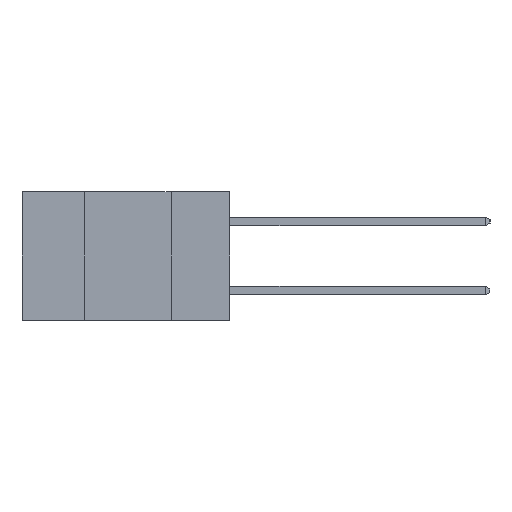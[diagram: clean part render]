
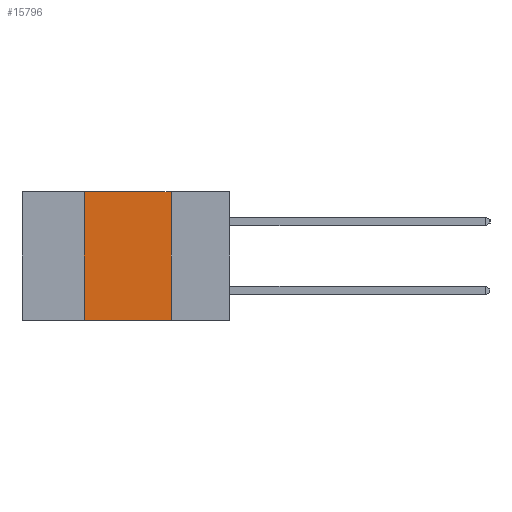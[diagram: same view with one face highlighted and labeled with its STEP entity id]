
A CAD part, left-side view. The second image highlights one B-rep face of the part: STEP entity #15796.
In plain terms, the highlighted planar face has unit normal (-1, 0, 0).
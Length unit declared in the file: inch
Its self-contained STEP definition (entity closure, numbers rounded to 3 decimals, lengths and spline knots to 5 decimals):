
#682 = VECTOR ( 'NONE', #17776, 39.37008 ) ;
#714 = CARTESIAN_POINT ( 'NONE',  ( 0., 0.6, 0. ) ) ;
#1225 = CARTESIAN_POINT ( 'NONE',  ( 0., 0.6, -0.37 ) ) ;
#1744 = VECTOR ( 'NONE', #6059, 39.37008 ) ;
#2330 = ORIENTED_EDGE ( 'NONE', *, *, #7523, .F. ) ;
#4122 = CARTESIAN_POINT ( 'NONE',  ( 0., 0.42, 0. ) ) ;
#4255 = VECTOR ( 'NONE', #15397, 39.37008 ) ;
#4590 = FACE_OUTER_BOUND ( 'NONE', #12957, .T. ) ;
#4996 = LINE ( 'NONE', #16150, #682 ) ;
#6059 = DIRECTION ( 'NONE',  ( 0., 0., -1. ) ) ;
#6088 = VECTOR ( 'NONE', #14163, 39.37008 ) ;
#6554 = LINE ( 'NONE', #20507, #1744 ) ;
#6609 = EDGE_CURVE ( 'NONE', #20826, #14944, #6554, .T. ) ;
#7212 = DIRECTION ( 'NONE',  ( 1., 0., 0. ) ) ;
#7523 = EDGE_CURVE ( 'NONE', #18589, #20826, #4996, .T. ) ;
#10029 = ORIENTED_EDGE ( 'NONE', *, *, #10113, .T. ) ;
#10113 = EDGE_CURVE ( 'NONE', #19215, #14944, #19437, .T. ) ;
#11039 = ORIENTED_EDGE ( 'NONE', *, *, #18481, .F. ) ;
#12957 = EDGE_LOOP ( 'NONE', ( #15249, #2330, #11039, #10029 ) ) ;
#14163 = DIRECTION ( 'NONE',  ( 0., -1., 0. ) ) ;
#14887 = CARTESIAN_POINT ( 'NONE',  ( 0., 0.17, 0. ) ) ;
#14944 = VERTEX_POINT ( 'NONE', #20183 ) ;
#15249 = ORIENTED_EDGE ( 'NONE', *, *, #6609, .F. ) ;
#15361 = AXIS2_PLACEMENT_3D ( 'NONE', #714, #7212, #18482 ) ;
#15397 = DIRECTION ( 'NONE',  ( 0., 0., 1. ) ) ;
#15796 = ADVANCED_FACE ( 'NONE', ( #4590 ), #16871, .F. ) ;
#16093 = LINE ( 'NONE', #4122, #4255 ) ;
#16150 = CARTESIAN_POINT ( 'NONE',  ( 0., 0.6, 0. ) ) ;
#16871 = PLANE ( 'NONE',  #15361 ) ;
#17234 = CARTESIAN_POINT ( 'NONE',  ( 0., 0.42, 0. ) ) ;
#17350 = CARTESIAN_POINT ( 'NONE',  ( 0., 0.42, -0.37 ) ) ;
#17776 = DIRECTION ( 'NONE',  ( 0., -1., 0. ) ) ;
#18481 = EDGE_CURVE ( 'NONE', #19215, #18589, #16093, .T. ) ;
#18482 = DIRECTION ( 'NONE',  ( 0., 0., -1. ) ) ;
#18589 = VERTEX_POINT ( 'NONE', #17234 ) ;
#19215 = VERTEX_POINT ( 'NONE', #17350 ) ;
#19437 = LINE ( 'NONE', #1225, #6088 ) ;
#20183 = CARTESIAN_POINT ( 'NONE',  ( 0., 0.17, -0.37 ) ) ;
#20507 = CARTESIAN_POINT ( 'NONE',  ( 0., 0.17, 0. ) ) ;
#20826 = VERTEX_POINT ( 'NONE', #14887 ) ;
